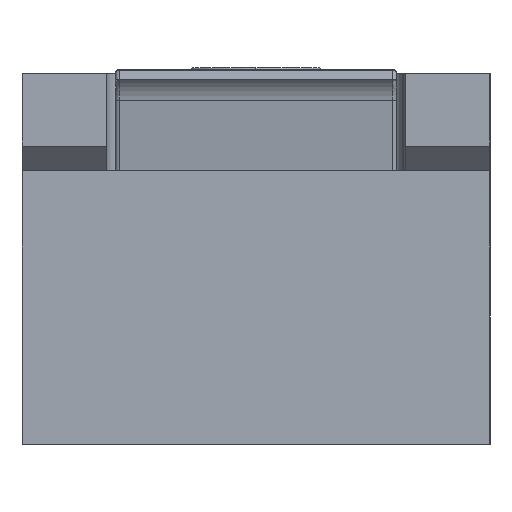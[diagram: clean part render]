
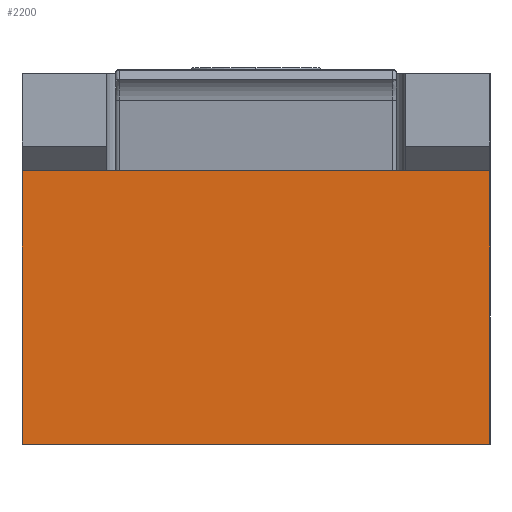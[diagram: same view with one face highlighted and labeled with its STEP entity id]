
A CAD part, left-side view. The second image highlights one B-rep face of the part: STEP entity #2200.
In plain terms, the highlighted planar face has unit normal (-1, 0, 0).
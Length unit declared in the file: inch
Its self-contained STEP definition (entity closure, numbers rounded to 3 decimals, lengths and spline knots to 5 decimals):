
#74 = PLANE ( 'NONE',  #2810 ) ;
#604 = VECTOR ( 'NONE', #5232, 39.37008 ) ;
#1806 = VECTOR ( 'NONE', #8224, 39.37008 ) ;
#2020 = EDGE_LOOP ( 'NONE', ( #10426, #8949, #3830, #7483 ) ) ;
#2058 = FACE_OUTER_BOUND ( 'NONE', #2020, .T. ) ;
#2200 = ADVANCED_FACE ( 'NONE', ( #2058 ), #74, .F. ) ;
#2243 = CARTESIAN_POINT ( 'NONE',  ( 0., 0.625, 0. ) ) ;
#2810 = AXIS2_PLACEMENT_3D ( 'NONE', #4297, #8625, #7645 ) ;
#3174 = CARTESIAN_POINT ( 'NONE',  ( 0., -0.625, 0. ) ) ;
#3339 = EDGE_CURVE ( 'NONE', #7064, #8533, #4903, .T. ) ;
#3830 = ORIENTED_EDGE ( 'NONE', *, *, #9472, .T. ) ;
#4116 = VERTEX_POINT ( 'NONE', #3174 ) ;
#4264 = LINE ( 'NONE', #8921, #1806 ) ;
#4297 = CARTESIAN_POINT ( 'NONE',  ( 0., 0.625, 0.99 ) ) ;
#4750 = LINE ( 'NONE', #5270, #604 ) ;
#4903 = LINE ( 'NONE', #6394, #5014 ) ;
#5014 = VECTOR ( 'NONE', #7524, 39.37008 ) ;
#5232 = DIRECTION ( 'NONE',  ( 0., 1., 0. ) ) ;
#5270 = CARTESIAN_POINT ( 'NONE',  ( 0., -0.625, 0.73 ) ) ;
#6394 = CARTESIAN_POINT ( 'NONE',  ( 0., 0.625, 0.99 ) ) ;
#7064 = VERTEX_POINT ( 'NONE', #9696 ) ;
#7368 = VECTOR ( 'NONE', #8050, 39.37008 ) ;
#7483 = ORIENTED_EDGE ( 'NONE', *, *, #8731, .F. ) ;
#7524 = DIRECTION ( 'NONE',  ( 0., 0., -1. ) ) ;
#7645 = DIRECTION ( 'NONE',  ( 0., 0., -1. ) ) ;
#7663 = VERTEX_POINT ( 'NONE', #9756 ) ;
#8050 = DIRECTION ( 'NONE',  ( 0., -1., 0. ) ) ;
#8224 = DIRECTION ( 'NONE',  ( 0., 0., -1. ) ) ;
#8533 = VERTEX_POINT ( 'NONE', #10085 ) ;
#8625 = DIRECTION ( 'NONE',  ( 1., 0., 0. ) ) ;
#8731 = EDGE_CURVE ( 'NONE', #7663, #4116, #4264, .T. ) ;
#8921 = CARTESIAN_POINT ( 'NONE',  ( 0., -0.625, 0.99 ) ) ;
#8949 = ORIENTED_EDGE ( 'NONE', *, *, #3339, .T. ) ;
#9472 = EDGE_CURVE ( 'NONE', #8533, #4116, #9590, .T. ) ;
#9590 = LINE ( 'NONE', #2243, #7368 ) ;
#9696 = CARTESIAN_POINT ( 'NONE',  ( 0., 0.625, 0.73 ) ) ;
#9756 = CARTESIAN_POINT ( 'NONE',  ( 0., -0.625, 0.73 ) ) ;
#10085 = CARTESIAN_POINT ( 'NONE',  ( 0., 0.625, 0. ) ) ;
#10426 = ORIENTED_EDGE ( 'NONE', *, *, #10558, .T. ) ;
#10558 = EDGE_CURVE ( 'NONE', #7663, #7064, #4750, .T. ) ;
